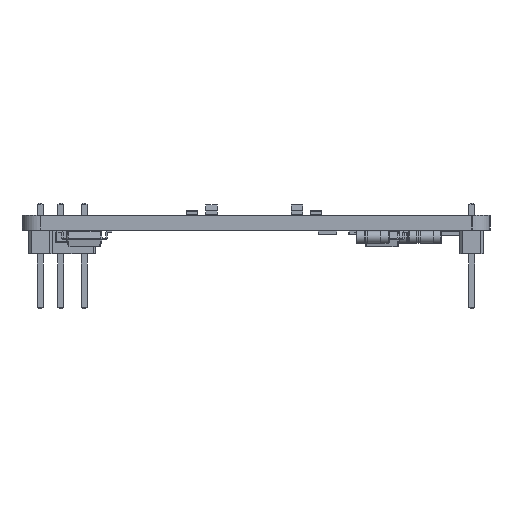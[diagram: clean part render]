
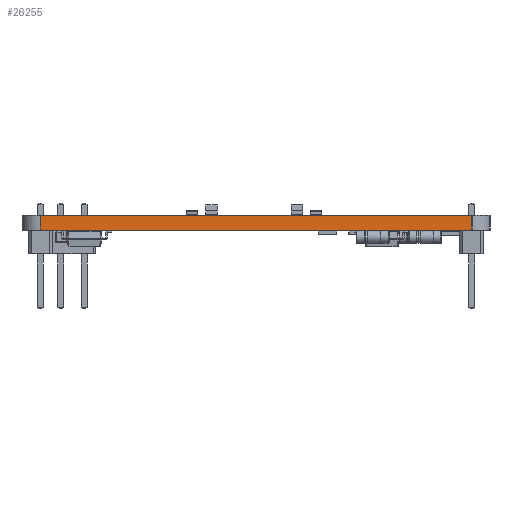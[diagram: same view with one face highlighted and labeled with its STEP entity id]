
A CAD part, left-side view. The second image highlights one B-rep face of the part: STEP entity #26255.
In plain terms, the highlighted planar face has unit normal (-1, 0, 0).
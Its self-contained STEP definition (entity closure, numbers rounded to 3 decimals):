
#24164 = VERTEX_POINT('',#24165);
#24165 = CARTESIAN_POINT('',(66.,-77.,0.));
#24172 = EDGE_CURVE('',#24173,#24164,#24175,.T.);
#24173 = VERTEX_POINT('',#24174);
#24174 = CARTESIAN_POINT('',(66.,-124.,0.));
#24175 = LINE('',#24176,#24177);
#24176 = CARTESIAN_POINT('',(66.,-124.,0.));
#24177 = VECTOR('',#24178,1.);
#24178 = DIRECTION('',(0.,1.,0.));
#25183 = VERTEX_POINT('',#25184);
#25184 = CARTESIAN_POINT('',(66.,-77.,1.6));
#25191 = EDGE_CURVE('',#25192,#25183,#25194,.T.);
#25192 = VERTEX_POINT('',#25193);
#25193 = CARTESIAN_POINT('',(66.,-124.,1.6));
#25194 = LINE('',#25195,#25196);
#25195 = CARTESIAN_POINT('',(66.,-124.,1.6));
#25196 = VECTOR('',#25197,1.);
#25197 = DIRECTION('',(0.,1.,0.));
#26225 = EDGE_CURVE('',#24164,#25183,#26226,.T.);
#26226 = LINE('',#26227,#26228);
#26227 = CARTESIAN_POINT('',(66.,-77.,0.));
#26228 = VECTOR('',#26229,1.);
#26229 = DIRECTION('',(0.,0.,1.));
#26255 = ADVANCED_FACE('',(#26256),#26267,.T.);
#26256 = FACE_BOUND('',#26257,.T.);
#26257 = EDGE_LOOP('',(#26258,#26264,#26265,#26266));
#26258 = ORIENTED_EDGE('',*,*,#26259,.T.);
#26259 = EDGE_CURVE('',#24173,#25192,#26260,.T.);
#26260 = LINE('',#26261,#26262);
#26261 = CARTESIAN_POINT('',(66.,-124.,0.));
#26262 = VECTOR('',#26263,1.);
#26263 = DIRECTION('',(0.,0.,1.));
#26264 = ORIENTED_EDGE('',*,*,#25191,.T.);
#26265 = ORIENTED_EDGE('',*,*,#26225,.F.);
#26266 = ORIENTED_EDGE('',*,*,#24172,.F.);
#26267 = PLANE('',#26268);
#26268 = AXIS2_PLACEMENT_3D('',#26269,#26270,#26271);
#26269 = CARTESIAN_POINT('',(66.,-124.,0.));
#26270 = DIRECTION('',(-1.,0.,0.));
#26271 = DIRECTION('',(0.,1.,0.));
